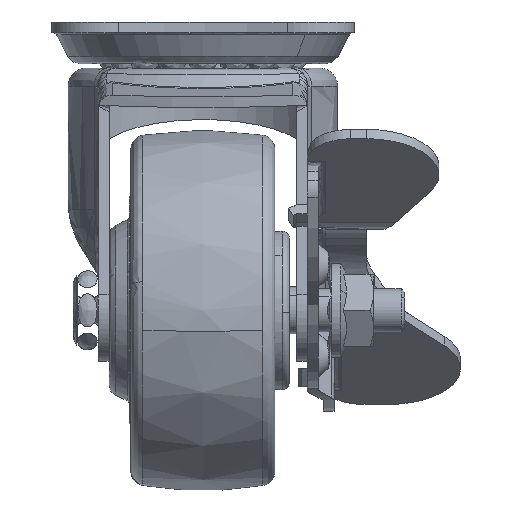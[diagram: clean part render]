
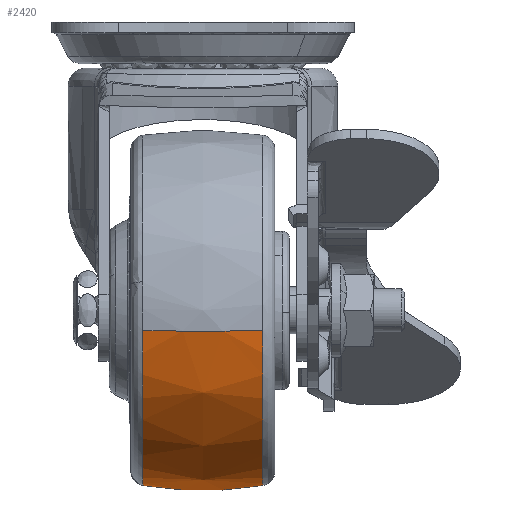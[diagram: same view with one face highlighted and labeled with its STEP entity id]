
A CAD part, left-side view. The second image highlights one B-rep face of the part: STEP entity #2420.
In plain terms, the highlighted free-form (B-spline) face has degree [2, 2] with [5, 5] control points.
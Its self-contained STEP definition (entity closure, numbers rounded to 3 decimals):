
#1501=CARTESIAN_POINT('',(-21.0,8.333,-62.801));
#1502=VERTEX_POINT('',#1501);
#1518=CARTESIAN_POINT('',(-45.138,8.333,-41.306));
#1519=VERTEX_POINT('',#1518);
#1520=CARTESIAN_POINT('',(-21.0,8.333,-62.801));
#1521=CARTESIAN_POINT('',(-22.75,8.333,-62.801));
#1522=CARTESIAN_POINT('',(-25.65,8.333,-62.486));
#1523=CARTESIAN_POINT('',(-29.014,8.333,-61.493));
#1524=CARTESIAN_POINT('',(-31.821,8.333,-60.323));
#1525=CARTESIAN_POINT('',(-34.237,8.333,-58.966));
#1526=CARTESIAN_POINT('',(-36.89,8.333,-56.97));
#1527=CARTESIAN_POINT('',(-39.242,8.333,-54.688));
#1528=CARTESIAN_POINT('',(-41.206,8.333,-52.12));
#1529=CARTESIAN_POINT('',(-42.893,8.333,-49.208));
#1530=CARTESIAN_POINT('',(-44.33,8.333,-45.754));
#1531=CARTESIAN_POINT('',(-44.952,8.333,-42.907));
#1532=CARTESIAN_POINT('',(-45.138,8.333,-41.306));
#1533=B_SPLINE_CURVE_WITH_KNOTS('',3,(#1520,#1521,#1522,#1523,#1524,#1525,#1526,#1527,#1528,#1529,#1530,#1531,#1532),.UNSPECIFIED.,.F.,.U.,(4,1,1,1,1,1,1,1,1,1,4),(0.,5.249,8.702,10.497,14.365,16.989,20.442,24.171,26.658,30.525,35.359),.UNSPECIFIED.);
#1534=EDGE_CURVE('',#1502,#1519,#1533,.T.);
#1718=CARTESIAN_POINT('',(-21.0,-8.333,-62.801));
#1719=VERTEX_POINT('',#1718);
#1836=CARTESIAN_POINT('',(-45.138,-8.333,-41.306));
#1837=VERTEX_POINT('',#1836);
#1856=CARTESIAN_POINT('',(-21.0,-8.333,-62.801));
#1857=CARTESIAN_POINT('',(-23.026,-8.333,-62.801));
#1858=CARTESIAN_POINT('',(-26.064,-8.333,-62.418));
#1859=CARTESIAN_POINT('',(-29.708,-8.333,-61.241));
#1860=CARTESIAN_POINT('',(-32.187,-8.333,-60.123));
#1861=CARTESIAN_POINT('',(-34.696,-8.333,-58.658));
#1862=CARTESIAN_POINT('',(-37.578,-8.333,-56.424));
#1863=CARTESIAN_POINT('',(-40.396,-8.333,-53.361));
#1864=CARTESIAN_POINT('',(-42.662,-8.333,-49.763));
#1865=CARTESIAN_POINT('',(-44.33,-8.333,-45.754));
#1866=CARTESIAN_POINT('',(-44.952,-8.333,-42.907));
#1867=CARTESIAN_POINT('',(-45.138,-8.333,-41.306));
#1868=B_SPLINE_CURVE_WITH_KNOTS('',3,(#1856,#1857,#1858,#1859,#1860,#1861,#1862,#1863,#1864,#1865,#1866,#1867),.UNSPECIFIED.,.F.,.U.,(4,1,1,1,1,1,1,1,1,4),(0.,6.077,9.116,11.464,14.227,17.818,22.376,26.658,30.525,35.359),.UNSPECIFIED.);
#1869=EDGE_CURVE('',#1719,#1837,#1868,.T.);
#2356=CARTESIAN_POINT('',(-45.138,8.333,-41.306));
#2357=CARTESIAN_POINT('',(-45.673,5.152,-41.368));
#2358=CARTESIAN_POINT('',(-46.065,-0.442,-41.414));
#2359=CARTESIAN_POINT('',(-45.528,-6.012,-41.351));
#2360=CARTESIAN_POINT('',(-45.138,-8.333,-41.306));
#2361=B_SPLINE_CURVE_WITH_KNOTS('',3,(#2356,#2357,#2358,#2359,#2360),.UNSPECIFIED.,.F.,.U.,(4,1,4),(0.,9.681,16.745),.UNSPECIFIED.);
#2362=EDGE_CURVE('',#1519,#1837,#2361,.T.);
#2368=CARTESIAN_POINT('',(-21.0,8.333,-62.801));
#2369=CARTESIAN_POINT('',(-21.,5.152,-63.339));
#2370=CARTESIAN_POINT('',(-21.,-0.442,-63.734));
#2371=CARTESIAN_POINT('',(-21.,-6.012,-63.193));
#2372=CARTESIAN_POINT('',(-21.0,-8.333,-62.801));
#2373=B_SPLINE_CURVE_WITH_KNOTS('',3,(#2368,#2369,#2370,#2371,#2372),.UNSPECIFIED.,.F.,.U.,(4,1,4),(0.,9.681,16.745),.UNSPECIFIED.);
#2374=EDGE_CURVE('',#1502,#1719,#2373,.T.);
#2381=CARTESIAN_POINT('',(-20.843,9.173,-62.651));
#2382=CARTESIAN_POINT('',(-20.838,4.626,-63.5));
#2383=CARTESIAN_POINT('',(-20.838,0.,-63.5));
#2384=CARTESIAN_POINT('',(-20.838,-4.626,-63.5));
#2385=CARTESIAN_POINT('',(-20.843,-9.173,-62.651));
#2386=CARTESIAN_POINT('',(-20.922,9.173,-62.651));
#2387=CARTESIAN_POINT('',(-20.919,4.626,-63.5));
#2388=CARTESIAN_POINT('',(-20.919,0.,-63.5));
#2389=CARTESIAN_POINT('',(-20.919,-4.626,-63.5));
#2390=CARTESIAN_POINT('',(-20.922,-9.173,-62.651));
#2391=CARTESIAN_POINT('',(-42.507,9.173,-62.651));
#2392=CARTESIAN_POINT('',(-43.262,4.626,-63.5));
#2393=CARTESIAN_POINT('',(-43.262,0.,-63.5));
#2394=CARTESIAN_POINT('',(-43.262,-4.626,-63.5));
#2395=CARTESIAN_POINT('',(-42.507,-9.173,-62.651));
#2396=CARTESIAN_POINT('',(-44.999,9.173,-41.207));
#2397=CARTESIAN_POINT('',(-45.843,4.626,-41.302));
#2398=CARTESIAN_POINT('',(-45.843,0.,-41.302));
#2399=CARTESIAN_POINT('',(-45.843,-4.626,-41.302));
#2400=CARTESIAN_POINT('',(-44.999,-9.173,-41.207));
#2401=CARTESIAN_POINT('',(-45.009,9.173,-41.126));
#2402=CARTESIAN_POINT('',(-45.852,4.626,-41.218));
#2403=CARTESIAN_POINT('',(-45.852,0.,-41.218));
#2404=CARTESIAN_POINT('',(-45.852,-4.626,-41.218));
#2405=CARTESIAN_POINT('',(-45.009,-9.173,-41.126));
#2413=(BOUNDED_SURFACE()B_SPLINE_SURFACE(2,2,((#2381,#2386,#2391,#2396,#2401),(#2382,#2387,#2392,#2397,#2402),(#2383,#2388,#2393,#2398,#2403),(#2384,#2389,#2394,#2399,#2404),(#2385,#2390,#2395,#2400,#2405)),.UNSPECIFIED.,.F.,.F.,.U.)B_SPLINE_SURFACE_WITH_KNOTS((3,2,3),(3,1,1,3),(0.0,9.4,18.8),(0.0,0.19,38.256,38.447),.UNSPECIFIED.)GEOMETRIC_REPRESENTATION_ITEM()RATIONAL_B_SPLINE_SURFACE(((0.963,0.962,0.702,0.92,0.921),(0.978,0.977,0.713,0.935,0.936),(1.003,1.001,0.731,0.958,0.959),(0.978,0.977,0.713,0.935,0.936),(0.963,0.962,0.702,0.92,0.921)))REPRESENTATION_ITEM('')SURFACE());
#2414=ORIENTED_EDGE('',*,*,#1534,.F.);
#2415=ORIENTED_EDGE('',*,*,#2374,.T.);
#2416=ORIENTED_EDGE('',*,*,#1869,.T.);
#2417=ORIENTED_EDGE('',*,*,#2362,.F.);
#2418=EDGE_LOOP('',(#2414,#2415,#2416,#2417));
#2419=FACE_OUTER_BOUND('',#2418,.T.);
#2420=ADVANCED_FACE('',(#2419),#2413,.T.);
